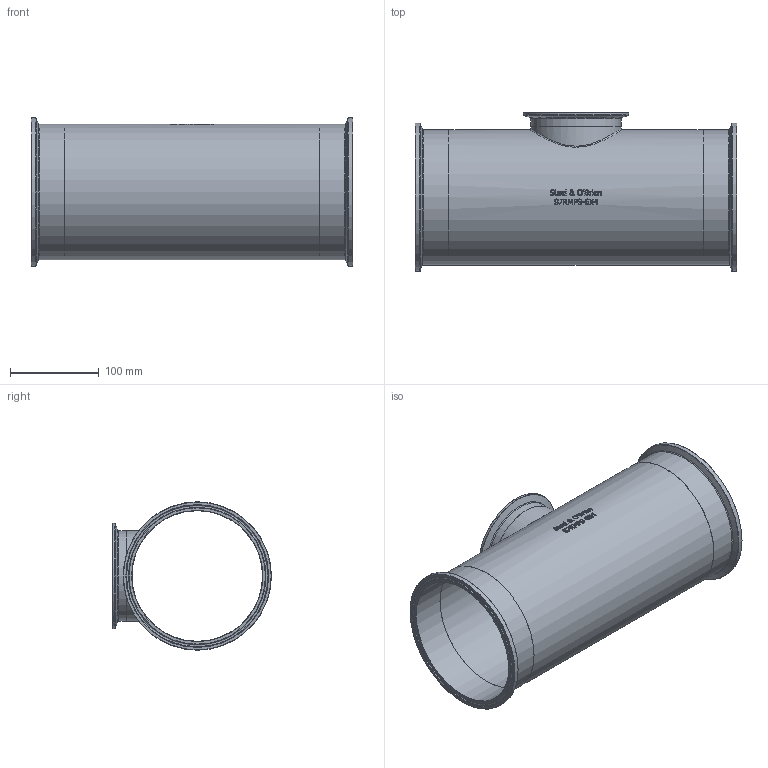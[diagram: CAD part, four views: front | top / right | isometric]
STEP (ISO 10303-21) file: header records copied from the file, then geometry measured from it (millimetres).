
FILE_DESCRIPTION(/* description */ (''),/* implementation_level */ '2;1');
FILE_NAME(/* name */ 'S7RMPS-6X4.stp',/* time_stamp */ '2018-11-30T08:41:00-05:00',/* author */ ('ken'),/* organization */ (''),/* preprocessor_version */ 'ST-DEVELOPER v15.2',/* originating_system */ 'Autodesk Inventor 2014',/* authorisation */ '');
FILE_SCHEMA (('AUTOMOTIVE_DESIGN { 1 0 10303 214 3 1 1 }'));
Length unit declared in the file: inch
Products named in the file (1): S7RMPS-6X4
Bounding box: 361.95 x 178.69 x 166.88 mm (x, y, z)
Volume: 523399.4 mm3; surface area: 365561.1 mm2
Topology: 1 solids, 1 shells, 442 faces, 1150 edges, 755 vertices
Faces by surface type: bspline 186, plane 171, cylinder 49, torus 27, cone 9
Full cylindrical faces by diameter (mm): 97.384 x1, 98.298 x1, 101.6 x2, 118.923 x1, 146.863 x3, 152.4 x3, 166.878 x2
Entity records: 16850 total; most frequent: CARTESIAN_POINT 7190, ORIENTED_EDGE 2192, DIRECTION 1466, EDGE_CURVE 1096, VERTEX_POINT 751, EDGE_LOOP 541, LINE 494, VECTOR 494
